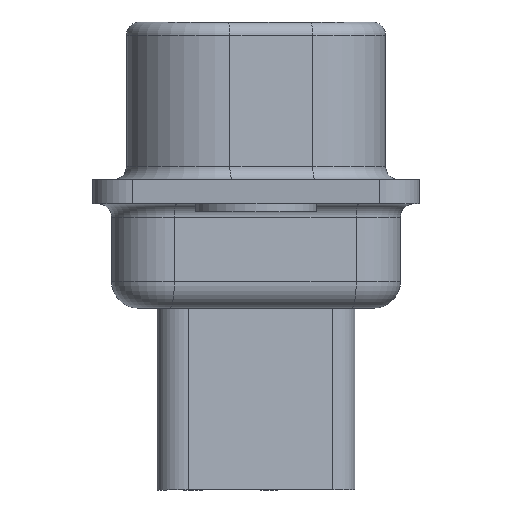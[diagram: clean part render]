
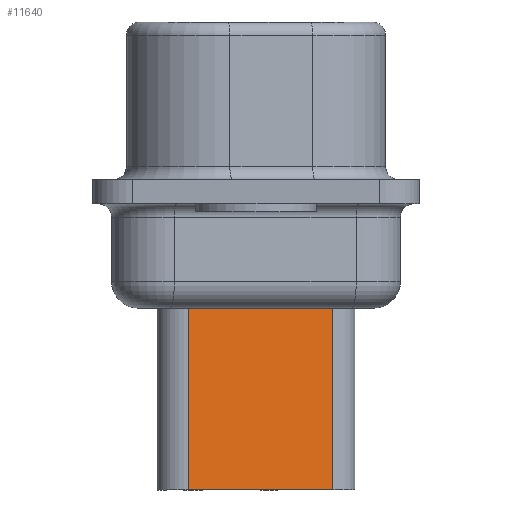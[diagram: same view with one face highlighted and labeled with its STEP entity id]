
A CAD part, left-side view. The second image highlights one B-rep face of the part: STEP entity #11640.
In plain terms, the highlighted face is planar.
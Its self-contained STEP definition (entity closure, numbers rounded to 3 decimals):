
#11250=CARTESIAN_POINT('',(76.983,53.756,
-25.2));
#11260=DIRECTION('',(-0.174,0.985,
0.));
#11270=DIRECTION('',(-0.985,-0.174,
0.));
#11280=AXIS2_PLACEMENT_3D('',#11250,#11260,#11270);
#11290=PLANE('',#11280);
#11300=CARTESIAN_POINT('',(71.583,52.804,
-25.2));
#11310=DIRECTION('',(0.,0.,-1.));
#11320=VECTOR('',#11310,1.);
#11330=LINE('',#11300,#11320);
#11340=CARTESIAN_POINT('',(71.583,52.804,
-25.4));
#11350=VERTEX_POINT('',#11340);
#11360=CARTESIAN_POINT('',(71.583,52.804,
-32.2));
#11370=VERTEX_POINT('',#11360);
#11380=EDGE_CURVE('',#11350,#11370,#11330,.T.);
#11390=ORIENTED_EDGE('',*,*,#11380,.F.);
#11400=CARTESIAN_POINT('',(67.607,52.103,
-32.2));
#11410=DIRECTION('',(0.985,0.174,
0.));
#11420=VECTOR('',#11410,1.);
#11430=LINE('',#11400,#11420);
#11440=CARTESIAN_POINT('',(76.983,53.756,
-32.2));
#11450=VERTEX_POINT('',#11440);
#11460=EDGE_CURVE('',#11370,#11450,#11430,.T.);
#11470=ORIENTED_EDGE('',*,*,#11460,.F.);
#11480=CARTESIAN_POINT('',(76.983,53.756,
-25.2));
#11490=DIRECTION('',(0.,0.,-1.));
#11500=VECTOR('',#11490,1.);
#11510=LINE('',#11480,#11500);
#11520=CARTESIAN_POINT('',(76.983,53.756,
-25.4));
#11530=VERTEX_POINT('',#11520);
#11540=EDGE_CURVE('',#11530,#11450,#11510,.T.);
#11550=ORIENTED_EDGE('',*,*,#11540,.T.);
#11560=CARTESIAN_POINT('',(57.307,50.286,
-25.4));
#11570=DIRECTION('',(0.985,0.174,
0.));
#11580=VECTOR('',#11570,1.);
#11590=LINE('',#11560,#11580);
#11600=EDGE_CURVE('',#11350,#11530,#11590,.T.);
#11610=ORIENTED_EDGE('',*,*,#11600,.T.);
#11620=EDGE_LOOP('',(#11610,#11550,#11470,#11390));
#11630=FACE_OUTER_BOUND('',#11620,.T.);
#11640=ADVANCED_FACE('',(#11630),#11290,.T.);
